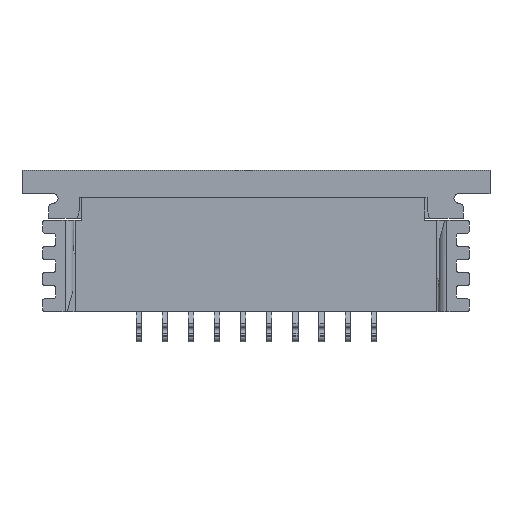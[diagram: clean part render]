
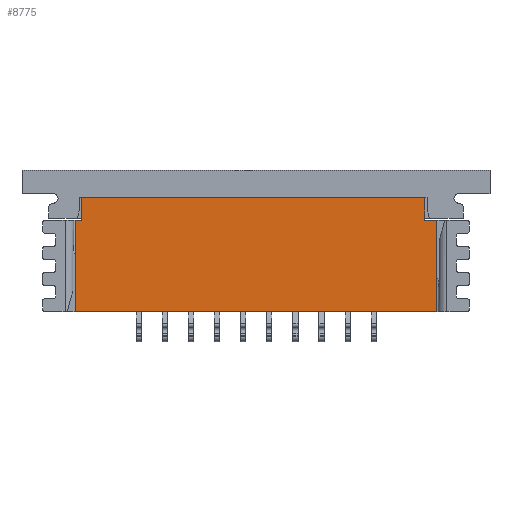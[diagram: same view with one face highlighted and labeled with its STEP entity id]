
A CAD part, front view. The second image highlights one B-rep face of the part: STEP entity #8775.
In plain terms, the highlighted planar face has unit normal (0, -1, 0).
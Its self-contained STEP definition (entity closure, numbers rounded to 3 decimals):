
#2=DIRECTION('',(1.,0.,0.));
#3=VECTOR('',#2,0.26);
#4=CARTESIAN_POINT('',(-6.925,-1.245,-0.87));
#5=LINE('',#4,#3);
#6=DIRECTION('',(1.,0.,0.));
#7=VECTOR('',#6,0.46);
#8=CARTESIAN_POINT('',(6.465,-1.245,-0.87));
#9=LINE('',#8,#7);
#10=DIRECTION('',(0.,0.,1.));
#11=VECTOR('',#10,3.5);
#12=CARTESIAN_POINT('',(6.925,-1.245,-4.37));
#13=LINE('',#12,#11);
#14=DIRECTION('',(-1.,0.,0.));
#15=VECTOR('',#14,13.85);
#16=CARTESIAN_POINT('',(6.925,-1.245,-4.37));
#17=LINE('',#16,#15);
#18=DIRECTION('',(0.,0.,1.));
#19=VECTOR('',#18,3.5);
#20=CARTESIAN_POINT('',(-6.925,-1.245,-4.37));
#21=LINE('',#20,#19);
#3115=DIRECTION('',(0.,0.,1.));
#3116=VECTOR('',#3115,0.87);
#3117=CARTESIAN_POINT('',(6.465,-1.245,-0.87));
#3118=LINE('',#3117,#3116);
#3322=DIRECTION('',(-1.,0.,0.));
#3323=VECTOR('',#3322,13.13);
#3324=CARTESIAN_POINT('',(6.465,-1.245,0.));
#3325=LINE('',#3324,#3323);
#3990=DIRECTION('',(0.,0.,1.));
#3991=VECTOR('',#3990,0.87);
#3992=CARTESIAN_POINT('',(-6.665,-1.245,-0.87));
#3993=LINE('',#3992,#3991);
#6682=CARTESIAN_POINT('',(6.925,-1.245,-4.37));
#6683=CARTESIAN_POINT('',(6.925,-1.245,-0.87));
#6684=VERTEX_POINT('',#6682);
#6685=VERTEX_POINT('',#6683);
#6686=CARTESIAN_POINT('',(-6.925,-1.245,-4.37));
#6687=CARTESIAN_POINT('',(-6.925,-1.245,-0.87));
#6688=VERTEX_POINT('',#6686);
#6689=VERTEX_POINT('',#6687);
#6952=CARTESIAN_POINT('',(6.465,-1.245,-0.87));
#6954=VERTEX_POINT('',#6952);
#6964=CARTESIAN_POINT('',(6.465,-1.245,0.));
#6965=VERTEX_POINT('',#6964);
#6970=CARTESIAN_POINT('',(-6.665,-1.245,-0.87));
#6972=VERTEX_POINT('',#6970);
#6982=CARTESIAN_POINT('',(-6.665,-1.245,0.));
#6983=VERTEX_POINT('',#6982);
#8752=CARTESIAN_POINT('',(0.,-1.245,0.));
#8753=DIRECTION('',(0.,1.,0.));
#8754=DIRECTION('',(1.,0.,0.));
#8755=AXIS2_PLACEMENT_3D('',#8752,#8753,#8754);
#8756=PLANE('',#8755);
#8758=ORIENTED_EDGE('',*,*,#8757,.T.);
#8760=ORIENTED_EDGE('',*,*,#8759,.T.);
#8762=ORIENTED_EDGE('',*,*,#8761,.F.);
#8764=ORIENTED_EDGE('',*,*,#8763,.F.);
#8766=ORIENTED_EDGE('',*,*,#8765,.T.);
#8768=ORIENTED_EDGE('',*,*,#8767,.F.);
#8770=ORIENTED_EDGE('',*,*,#8769,.T.);
#8772=ORIENTED_EDGE('',*,*,#8771,.T.);
#8773=EDGE_LOOP('',(#8758,#8760,#8762,#8764,#8766,#8768,#8770,#8772));
#8774=FACE_OUTER_BOUND('',#8773,.F.);
#8757=EDGE_CURVE('',#6689,#6972,#5,.T.);
#8759=EDGE_CURVE('',#6972,#6983,#3993,.T.);
#8761=EDGE_CURVE('',#6965,#6983,#3325,.T.);
#8763=EDGE_CURVE('',#6954,#6965,#3118,.T.);
#8765=EDGE_CURVE('',#6954,#6685,#9,.T.);
#8767=EDGE_CURVE('',#6684,#6685,#13,.T.);
#8769=EDGE_CURVE('',#6684,#6688,#17,.T.);
#8771=EDGE_CURVE('',#6688,#6689,#21,.T.);
#8775=ADVANCED_FACE('',(#8774),#8756,.F.);
